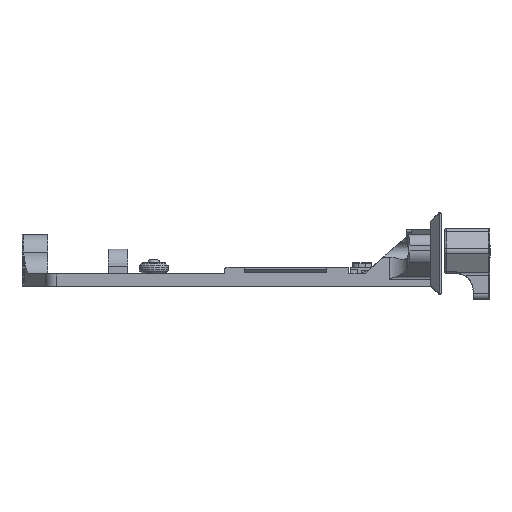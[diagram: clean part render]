
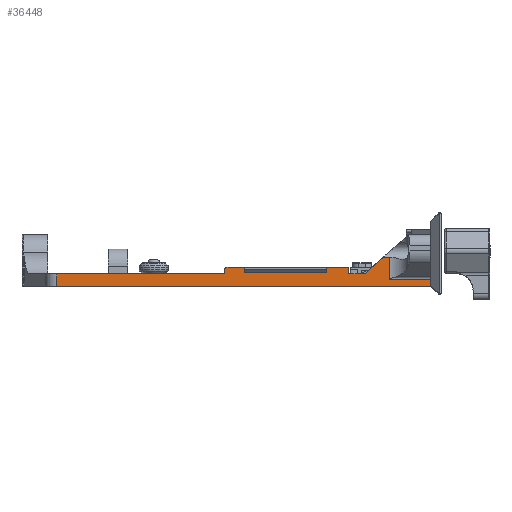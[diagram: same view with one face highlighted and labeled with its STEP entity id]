
A CAD part, left-side view. The second image highlights one B-rep face of the part: STEP entity #36448.
In plain terms, the highlighted planar face has unit normal (-1, 0, 0).
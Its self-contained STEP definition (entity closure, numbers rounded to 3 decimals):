
#4813=LINE('',#62975,#7988);
#4823=LINE('',#63000,#7998);
#4826=LINE('',#63005,#8001);
#4837=LINE('',#63027,#8012);
#4840=LINE('',#63033,#8015);
#4908=LINE('',#63259,#8083);
#4913=LINE('',#63321,#8088);
#4918=LINE('',#63340,#8093);
#4924=LINE('',#63392,#8099);
#4931=LINE('',#63407,#8106);
#4937=LINE('',#63439,#8112);
#5053=LINE('',#64197,#8228);
#5054=LINE('',#64202,#8229);
#5055=LINE('',#64204,#8230);
#5056=LINE('',#64205,#8231);
#5057=LINE('',#64206,#8232);
#7988=VECTOR('',#49922,10.);
#7998=VECTOR('',#49942,10.);
#8001=VECTOR('',#49949,10.);
#8012=VECTOR('',#49968,10.);
#8015=VECTOR('',#49973,10.);
#8083=VECTOR('',#50161,10.);
#8088=VECTOR('',#50180,10.);
#8093=VECTOR('',#50189,10.);
#8099=VECTOR('',#50217,10.);
#8106=VECTOR('',#50236,10.);
#8112=VECTOR('',#50274,10.);
#8228=VECTOR('',#50616,10.);
#8229=VECTOR('',#50621,10.);
#8230=VECTOR('',#50622,10.);
#8231=VECTOR('',#50623,10.);
#8232=VECTOR('',#50624,10.);
#10366=FACE_OUTER_BOUND('',#12564,.T.);
#12564=EDGE_LOOP('',(#32727,#32728,#32729,#32730,#32731,#32732,#32733,#32734,
#32735,#32736,#32737,#32738,#32739,#32740,#32741,#32742,#32743,#32744));
#14347=CIRCLE('',#39978,0.4);
#14436=CIRCLE('',#40205,0.4);
#17382=VERTEX_POINT('',#62972);
#17383=VERTEX_POINT('',#62974);
#17384=VERTEX_POINT('',#62978);
#17385=VERTEX_POINT('',#62979);
#17392=VERTEX_POINT('',#62996);
#17393=VERTEX_POINT('',#62998);
#17402=VERTEX_POINT('',#63032);
#17469=VERTEX_POINT('',#63247);
#17472=VERTEX_POINT('',#63252);
#17482=VERTEX_POINT('',#63302);
#17487=VERTEX_POINT('',#63337);
#17488=VERTEX_POINT('',#63339);
#17504=VERTEX_POINT('',#63437);
#17505=VERTEX_POINT('',#63438);
#17634=VERTEX_POINT('',#64195);
#17635=VERTEX_POINT('',#64199);
#17636=VERTEX_POINT('',#64200);
#17637=VERTEX_POINT('',#64203);
#22388=EDGE_CURVE('',#17383,#17382,#4813,.T.);
#22390=EDGE_CURVE('',#17384,#17385,#14347,.T.);
#22400=EDGE_CURVE('',#17392,#17393,#4823,.T.);
#22403=EDGE_CURVE('',#17383,#17393,#4826,.T.);
#22414=EDGE_CURVE('',#17382,#17385,#4837,.F.);
#22417=EDGE_CURVE('',#17402,#17392,#4840,.T.);
#22517=EDGE_CURVE('',#17472,#17469,#4908,.T.);
#22529=EDGE_CURVE('',#17482,#17472,#4913,.T.);
#22536=EDGE_CURVE('',#17487,#17488,#4918,.T.);
#22549=EDGE_CURVE('',#17482,#17488,#4924,.T.);
#22557=EDGE_CURVE('',#17402,#17487,#4931,.T.);
#22571=EDGE_CURVE('',#17504,#17505,#4937,.T.);
#22761=EDGE_CURVE('',#17504,#17634,#5053,.T.);
#22762=EDGE_CURVE('',#17635,#17636,#14436,.T.);
#22763=EDGE_CURVE('',#17634,#17635,#5054,.T.);
#22764=EDGE_CURVE('',#17637,#17505,#5055,.T.);
#22765=EDGE_CURVE('',#17637,#17469,#5056,.T.);
#22766=EDGE_CURVE('',#17384,#17636,#5057,.T.);
#32727=ORIENTED_EDGE('',*,*,#22762,.F.);
#32728=ORIENTED_EDGE('',*,*,#22763,.F.);
#32729=ORIENTED_EDGE('',*,*,#22761,.F.);
#32730=ORIENTED_EDGE('',*,*,#22571,.T.);
#32731=ORIENTED_EDGE('',*,*,#22764,.F.);
#32732=ORIENTED_EDGE('',*,*,#22765,.T.);
#32733=ORIENTED_EDGE('',*,*,#22517,.F.);
#32734=ORIENTED_EDGE('',*,*,#22529,.F.);
#32735=ORIENTED_EDGE('',*,*,#22549,.T.);
#32736=ORIENTED_EDGE('',*,*,#22536,.F.);
#32737=ORIENTED_EDGE('',*,*,#22557,.F.);
#32738=ORIENTED_EDGE('',*,*,#22417,.T.);
#32739=ORIENTED_EDGE('',*,*,#22400,.T.);
#32740=ORIENTED_EDGE('',*,*,#22403,.F.);
#32741=ORIENTED_EDGE('',*,*,#22388,.T.);
#32742=ORIENTED_EDGE('',*,*,#22414,.T.);
#32743=ORIENTED_EDGE('',*,*,#22390,.F.);
#32744=ORIENTED_EDGE('',*,*,#22766,.T.);
#34482=PLANE('',#40204);
#36448=ADVANCED_FACE('',(#10366),#34482,.T.);
#39978=AXIS2_PLACEMENT_3D('',#62980,#49926,#49927);
#40204=AXIS2_PLACEMENT_3D('',#64198,#50617,#50618);
#40205=AXIS2_PLACEMENT_3D('',#64201,#50619,#50620);
#49922=DIRECTION('',(0.,1.,0.));
#49926=DIRECTION('center_axis',(1.,0.,0.));
#49927=DIRECTION('ref_axis',(0.,-0.707,0.707));
#49942=DIRECTION('',(0.,1.,0.));
#49949=DIRECTION('',(0.,0.,1.));
#49968=DIRECTION('',(0.,0.,-1.));
#49973=DIRECTION('',(0.,0.,1.));
#50161=DIRECTION('',(0.,-1.,0.));
#50180=DIRECTION('',(0.,0.,-1.));
#50189=DIRECTION('',(0.,-0.753,0.659));
#50217=DIRECTION('',(0.,1.,0.));
#50236=DIRECTION('',(0.,-1.,0.));
#50274=DIRECTION('',(0.,0.,-1.));
#50616=DIRECTION('',(0.,-1.,0.));
#50617=DIRECTION('center_axis',(-1.,0.,0.));
#50618=DIRECTION('ref_axis',(0.,1.,0.));
#50619=DIRECTION('center_axis',(1.,0.,0.));
#50620=DIRECTION('ref_axis',(0.,0.707,0.707));
#50621=DIRECTION('',(0.,0.,1.));
#50622=DIRECTION('',(0.,1.,0.));
#50623=DIRECTION('',(0.,0.,1.));
#50624=DIRECTION('',(0.,1.,0.));
#62972=CARTESIAN_POINT('',(-31.243,-114.707,-11.802));
#62974=CARTESIAN_POINT('',(-31.243,-129.207,-11.802));
#62975=CARTESIAN_POINT('',(-31.243,-80.05,-11.802));
#62978=CARTESIAN_POINT('',(-31.243,-114.307,-10.802));
#62979=CARTESIAN_POINT('',(-31.243,-114.707,-11.202));
#62980=CARTESIAN_POINT('Origin',(-31.243,-114.307,-11.202));
#62996=CARTESIAN_POINT('',(-31.243,-133.207,-10.802));
#62998=CARTESIAN_POINT('',(-31.243,-129.207,-10.802));
#63000=CARTESIAN_POINT('',(-31.243,-134.547,-10.802));
#63005=CARTESIAN_POINT('',(-31.243,-129.207,-11.802));
#63027=CARTESIAN_POINT('',(-31.243,-114.707,-11.902));
#63032=CARTESIAN_POINT('',(-31.243,-133.207,-12.002));
#63033=CARTESIAN_POINT('',(-31.243,-133.207,-13.602));
#63247=CARTESIAN_POINT('',(-31.243,-147.753,-12.956));
#63252=CARTESIAN_POINT('',(-31.243,-140.4,-12.956));
#63259=CARTESIAN_POINT('',(-31.243,-152.444,-12.956));
#63302=CARTESIAN_POINT('',(-31.243,-140.4,-9.034));
#63321=CARTESIAN_POINT('',(-31.243,-140.4,-10.413));
#63337=CARTESIAN_POINT('',(-31.243,-135.9,-12.002));
#63339=CARTESIAN_POINT('',(-31.243,-139.292,-9.034));
#63340=CARTESIAN_POINT('',(-31.243,-143.702,-5.176));
#63392=CARTESIAN_POINT('',(-31.243,-148.5,-9.034));
#63407=CARTESIAN_POINT('',(-31.243,-139.148,-12.002));
#63437=CARTESIAN_POINT('',(-31.243,-81.316,-12.002));
#63438=CARTESIAN_POINT('',(-31.243,-81.316,-14.222));
#63439=CARTESIAN_POINT('',(-31.243,-81.316,-13.722));
#64195=CARTESIAN_POINT('',(-31.243,-111.157,-12.002));
#64197=CARTESIAN_POINT('',(-31.243,-139.148,-12.002));
#64198=CARTESIAN_POINT('Origin',(-31.243,-156.387,-12.002));
#64199=CARTESIAN_POINT('',(-31.243,-111.157,-11.202));
#64200=CARTESIAN_POINT('',(-31.243,-111.557,-10.802));
#64201=CARTESIAN_POINT('Origin',(-31.243,-111.557,-11.202));
#64202=CARTESIAN_POINT('',(-31.243,-111.157,-13.602));
#64203=CARTESIAN_POINT('',(-31.243,-147.753,-14.222));
#64204=CARTESIAN_POINT('',(-31.243,-126.737,-14.222));
#64205=CARTESIAN_POINT('',(-31.243,-147.753,-13.112));
#64206=CARTESIAN_POINT('',(-31.243,-111.507,-10.802));
